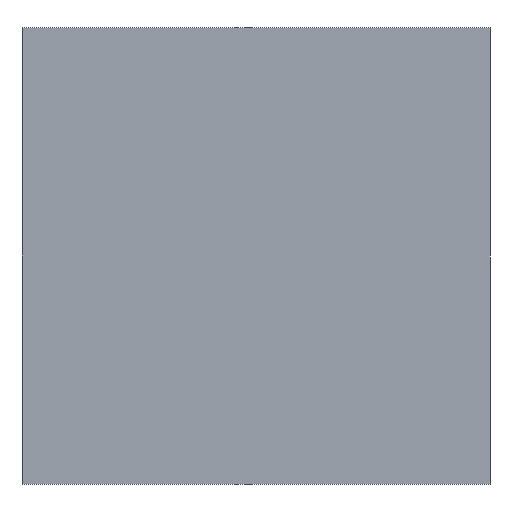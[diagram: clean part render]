
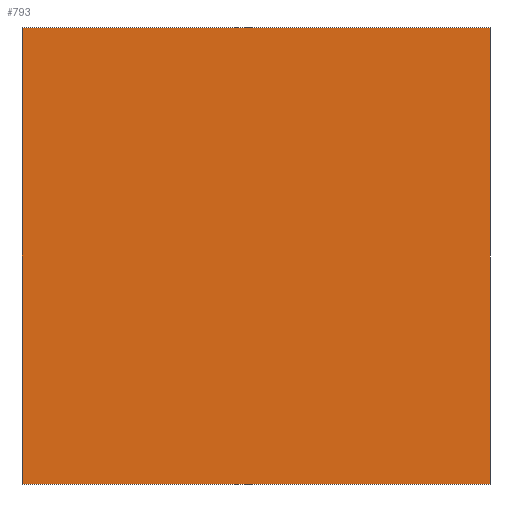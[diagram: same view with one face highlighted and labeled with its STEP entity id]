
A CAD part, left-side view. The second image highlights one B-rep face of the part: STEP entity #793.
In plain terms, the highlighted planar face has unit normal (-1, 0, 0).
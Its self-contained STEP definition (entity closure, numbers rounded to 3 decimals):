
#226=ORIENTED_EDGE('',*,*,#264,.T.);
#227=ORIENTED_EDGE('',*,*,#332,.F.);
#228=ORIENTED_EDGE('',*,*,#237,.F.);
#229=ORIENTED_EDGE('',*,*,#231,.F.);
#231=EDGE_CURVE('',#333,#335,#405,.T.);
#237=EDGE_CURVE('',#335,#339,#411,.T.);
#264=EDGE_CURVE('',#333,#357,#436,.T.);
#332=EDGE_CURVE('',#339,#357,#498,.T.);
#333=VERTEX_POINT('',#1063);
#335=VERTEX_POINT('',#1066);
#339=VERTEX_POINT('',#1078);
#357=VERTEX_POINT('',#1134);
#405=LINE('',#1065,#500);
#411=LINE('',#1077,#506);
#436=LINE('',#1133,#531);
#498=LINE('',#1277,#593);
#500=VECTOR('',#864,1000.);
#506=VECTOR('',#874,1000.);
#531=VECTOR('',#925,1000.);
#593=VECTOR('',#1057,1000.);
#651=EDGE_LOOP('',(#226,#227,#228,#229));
#709=FACE_BOUND('',#651,.T.);
#749=PLANE('',#858);
#793=ADVANCED_FACE('',(#709),#749,.F.);
#858=AXIS2_PLACEMENT_3D('',#1278,#1058,#1059);
#864=DIRECTION('',(0.,-1.,0.));
#874=DIRECTION('',(0.,0.,-1.));
#925=DIRECTION('',(0.,0.,-1.));
#1057=DIRECTION('',(0.,1.,0.));
#1058=DIRECTION('',(1.,0.,0.));
#1059=DIRECTION('',(0.,1.,0.));
#1063=CARTESIAN_POINT('',(13.725,26.28,12.631));
#1065=CARTESIAN_POINT('',(13.725,28.282,12.631));
#1066=CARTESIAN_POINT('',(13.725,10.28,12.631));
#1077=CARTESIAN_POINT('',(13.725,10.28,-18.738));
#1078=CARTESIAN_POINT('',(13.725,10.28,-2.969));
#1133=CARTESIAN_POINT('',(13.725,26.28,-12.769));
#1134=CARTESIAN_POINT('',(13.725,26.28,-2.969));
#1277=CARTESIAN_POINT('',(13.725,18.63,-2.969));
#1278=CARTESIAN_POINT('',(13.725,19.13,4.831));
